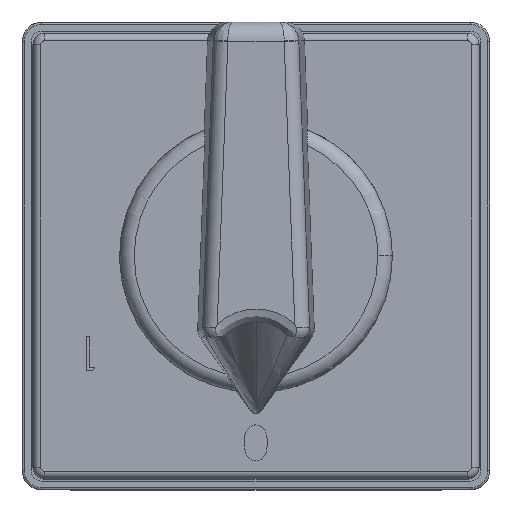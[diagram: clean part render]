
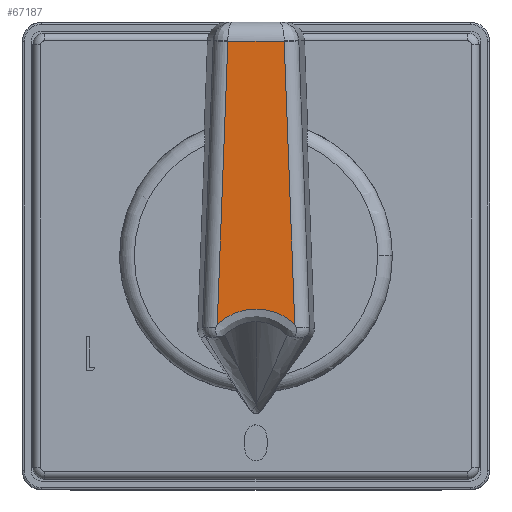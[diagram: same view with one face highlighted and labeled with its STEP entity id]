
A CAD part, top view. The second image highlights one B-rep face of the part: STEP entity #67187.
In plain terms, the highlighted planar face has unit normal (0, 0, 1).
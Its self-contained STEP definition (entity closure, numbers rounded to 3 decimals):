
#12492 = FACE_OUTER_BOUND ( 'NONE', #52593, .T. ) ;
#18684 = PLANE ( 'NONE',  #90984 ) ;
#18685 = CARTESIAN_POINT ( 'NONE',  ( 28.674, 24.07, 10.08 ) ) ;
#18686 = DIRECTION ( 'NONE',  ( 0., 0., 1. ) ) ;
#18687 = DIRECTION ( 'NONE',  ( 0., -1., 0. ) ) ;
#37610 = VERTEX_POINT ( 'NONE', #78059 ) ;
#37611 = VERTEX_POINT ( 'NONE', #78058 ) ;
#37623 = VERTEX_POINT ( 'NONE', #78038 ) ;
#37624 = VERTEX_POINT ( 'NONE', #78037 ) ;
#41923 = B_SPLINE_CURVE_WITH_KNOTS ( 'NONE', 3,
 ( #83330, #83331, #83332, #83333, #83334, #83335, #83336, #83337, #83338, #83339, #83340, #83341, #83342, #83343, #83344, #83345, #83346, #83347, #83348, #83349, #83350, #83351, #83352, #83353, #83354 ),
 .UNSPECIFIED., .F., .F.,
 ( 4, 1, 1, 1, 1, 2, 2, 1, 2, 2, 1, 1, 1, 1, 2, 2, 4 ),
 ( 0., 0.125, 0.188, 0.219, 0.234, 0.242, 0.25, 0.375, 0.438, 0.5, 0.625, 0.688, 0.719, 0.734, 0.742, 0.75, 1. ),
 .UNSPECIFIED. ) ;
#52593 = EDGE_LOOP ( 'NONE', ( #75615, #75617, #75616, #75618 ) ) ;
#62948 = EDGE_CURVE ( 'NONE', #37611, #37610, #41923, .T. ) ;
#62982 = EDGE_CURVE ( 'NONE', #37611, #37623, #79348, .T. ) ;
#62984 = EDGE_CURVE ( 'NONE', #37623, #37624, #79354, .T. ) ;
#62986 = EDGE_CURVE ( 'NONE', #37624, #37610, #79359, .T. ) ;
#67187 = ADVANCED_FACE ( 'NONE', ( #12492 ), #18684, .T. ) ;
#75615 = ORIENTED_EDGE ( 'NONE', *, *, #62984, .F. ) ;
#75616 = ORIENTED_EDGE ( 'NONE', *, *, #62948, .T. ) ;
#75617 = ORIENTED_EDGE ( 'NONE', *, *, #62982, .F. ) ;
#75618 = ORIENTED_EDGE ( 'NONE', *, *, #62986, .F. ) ;
#78037 = CARTESIAN_POINT ( 'NONE',  ( 2.899, 22.064, 10.08 ) ) ;
#78038 = CARTESIAN_POINT ( 'NONE',  ( -2.899, 22.064, 10.08 ) ) ;
#78058 = CARTESIAN_POINT ( 'NONE',  ( -3.992, -7.057, 10.08 ) ) ;
#78059 = CARTESIAN_POINT ( 'NONE',  ( 3.991, -7.057, 10.08 ) ) ;
#79348 = LINE ( 'NONE', #83554, #82448 ) ;
#79354 = LINE ( 'NONE', #83560, #82450 ) ;
#79359 = LINE ( 'NONE', #83564, #82453 ) ;
#82448 = VECTOR ( 'NONE', #83555, 1000. ) ;
#82450 = VECTOR ( 'NONE', #83561, 1000. ) ;
#82453 = VECTOR ( 'NONE', #83565, 1000. ) ;
#83330 = CARTESIAN_POINT ( 'NONE',  ( -3.992, -7.057, 10.08 ) ) ;
#83331 = CARTESIAN_POINT ( 'NONE',  ( -3.713, -6.809, 10.08 ) ) ;
#83332 = CARTESIAN_POINT ( 'NONE',  ( -3.276, -6.479, 10.08 ) ) ;
#83333 = CARTESIAN_POINT ( 'NONE',  ( -2.732, -6.169, 10.08 ) ) ;
#83334 = CARTESIAN_POINT ( 'NONE',  ( -2.452, -6.033, 10.08 ) ) ;
#83335 = CARTESIAN_POINT ( 'NONE',  ( -2.31, -5.969, 10.08 ) ) ;
#83336 = CARTESIAN_POINT ( 'NONE',  ( -2.248, -5.943, 10.08 ) ) ;
#83337 = CARTESIAN_POINT ( 'NONE',  ( -2.207, -5.926, 10.08 ) ) ;
#83338 = CARTESIAN_POINT ( 'NONE',  ( -2.188, -5.918, 10.08 ) ) ;
#83339 = CARTESIAN_POINT ( 'NONE',  ( -1.817, -5.767, 10.08 ) ) ;
#83340 = CARTESIAN_POINT ( 'NONE',  ( -1.284, -5.607, 10.08 ) ) ;
#83341 = CARTESIAN_POINT ( 'NONE',  ( -0.738, -5.526, 10.08 ) ) ;
#83342 = CARTESIAN_POINT ( 'NONE',  ( -0.371, -5.491, 10.08 ) ) ;
#83343 = CARTESIAN_POINT ( 'NONE',  ( -0.185, -5.482, 10.08 ) ) ;
#83344 = CARTESIAN_POINT ( 'NONE',  ( 0.37, -5.481, 10.08 ) ) ;
#83345 = CARTESIAN_POINT ( 'NONE',  ( 0.918, -5.534, 10.08 ) ) ;
#83346 = CARTESIAN_POINT ( 'NONE',  ( 1.546, -5.69, 10.08 ) ) ;
#83347 = CARTESIAN_POINT ( 'NONE',  ( 1.857, -5.792, 10.08 ) ) ;
#83348 = CARTESIAN_POINT ( 'NONE',  ( 2.012, -5.848, 10.08 ) ) ;
#83349 = CARTESIAN_POINT ( 'NONE',  ( 2.078, -5.874, 10.08 ) ) ;
#83350 = CARTESIAN_POINT ( 'NONE',  ( 2.122, -5.891, 10.08 ) ) ;
#83351 = CARTESIAN_POINT ( 'NONE',  ( 2.145, -5.901, 10.08 ) ) ;
#83352 = CARTESIAN_POINT ( 'NONE',  ( 2.824, -6.176, 10.08 ) ) ;
#83353 = CARTESIAN_POINT ( 'NONE',  ( 3.433, -6.559, 10.08 ) ) ;
#83354 = CARTESIAN_POINT ( 'NONE',  ( 3.991, -7.057, 10.08 ) ) ;
#83554 = CARTESIAN_POINT ( 'NONE',  ( -4.031, -8.101, 10.08 ) ) ;
#83555 = DIRECTION ( 'NONE',  ( 0.037, 0.999, 0. ) ) ;
#83560 = CARTESIAN_POINT ( 'NONE',  ( 28.674, 22.064, 10.08 ) ) ;
#83561 = DIRECTION ( 'NONE',  ( 1., 0., 0. ) ) ;
#83564 = CARTESIAN_POINT ( 'NONE',  ( 2.86, 23.102, 10.08 ) ) ;
#83565 = DIRECTION ( 'NONE',  ( 0.037, -0.999, 0. ) ) ;
#90984 = AXIS2_PLACEMENT_3D ( 'NONE', #18685, #18686, #18687 ) ;
